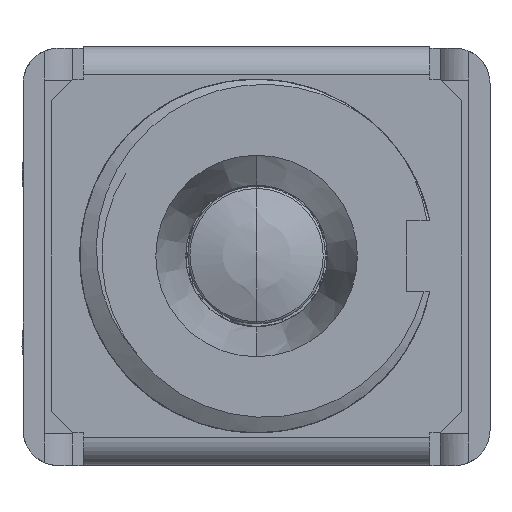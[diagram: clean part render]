
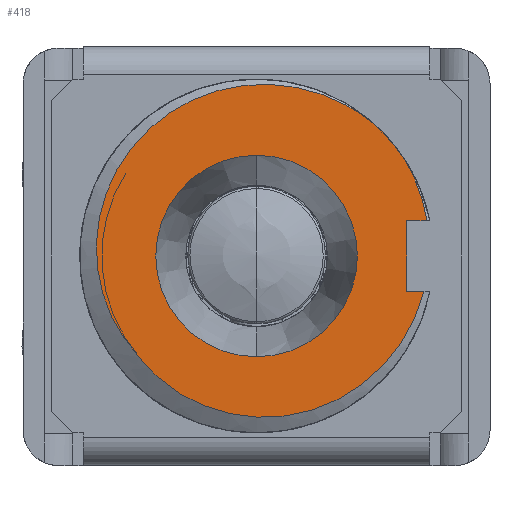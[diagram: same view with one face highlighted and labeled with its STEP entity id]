
A CAD part, front view. The second image highlights one B-rep face of the part: STEP entity #418.
In plain terms, the highlighted planar face has unit normal (0, -1, 0).
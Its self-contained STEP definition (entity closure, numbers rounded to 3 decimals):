
#418=ADVANCED_FACE('',(#1598,#1599),#1600,.F.);
#1598=FACE_OUTER_BOUND('',#3745,.T.);
#1599=FACE_BOUND('',#3746,.T.);
#1600=PLANE('',#3747);
#3745=EDGE_LOOP('',(#11937,#11938,#11939,#11940,#11941,#11942,#11943));
#3746=EDGE_LOOP('',(#11944,#11945));
#3747=AXIS2_PLACEMENT_3D('',#11946,#11947,#11948);
#11937=ORIENTED_EDGE('',*,*,#16796,.F.);
#11938=ORIENTED_EDGE('',*,*,#16797,.F.);
#11939=ORIENTED_EDGE('',*,*,#16795,.F.);
#11940=ORIENTED_EDGE('',*,*,#16798,.F.);
#11941=ORIENTED_EDGE('',*,*,#16799,.F.);
#11942=ORIENTED_EDGE('',*,*,#16800,.F.);
#11943=ORIENTED_EDGE('',*,*,#16801,.T.);
#11944=ORIENTED_EDGE('',*,*,#16802,.F.);
#11945=ORIENTED_EDGE('',*,*,#16803,.F.);
#11946=CARTESIAN_POINT('',(8.184,-11.0,-10.0));
#11947=DIRECTION('',(0.0,1.0,0.0));
#11948=DIRECTION('',(1.0,0.0,-0.0));
#16795=EDGE_CURVE('',#19942,#19885,#19944,.T.);
#16796=EDGE_CURVE('',#19945,#19946,#19947,.T.);
#16797=EDGE_CURVE('',#19885,#19945,#19948,.T.);
#16798=EDGE_CURVE('',#19949,#19942,#19950,.T.);
#16799=EDGE_CURVE('',#19951,#19949,#19952,.T.);
#16800=EDGE_CURVE('',#19953,#19951,#19954,.T.);
#16801=EDGE_CURVE('',#19953,#19946,#19955,.T.);
#16802=EDGE_CURVE('',#19956,#19957,#19958,.T.);
#16803=EDGE_CURVE('',#19957,#19956,#19959,.T.);
#19885=VERTEX_POINT('',#29285);
#19942=VERTEX_POINT('',#29492);
#19944=LINE('',#29495,#29496);
#19945=VERTEX_POINT('',#29497);
#19946=VERTEX_POINT('',#29498);
#19947=B_SPLINE_CURVE_WITH_KNOTS('',3,(#29499,#29500,#29501,#29502,#29503,#29504,#29505,#29506,#29507,#29508,#29509,#29510,#29511,#29512,#29513,#29514,#29515,#29516,#29517,#29518,#29519,#29520,#29521,#29522,#29523,#29524,#29525,#29526,#29527,#29528,#29529,#29530,#29531,#29532,#29533,#29534,#29535,#29536,#29537,#29538,#29539,#29540,#29541,#29542,#29543),.UNSPECIFIED.,.F.,.F.,(4,1,1,1,1,1,1,1,1,1,1,1,1,1,1,1,1,1,1,1,1,1,1,1,1,1,1,1,1,1,1,1,1,1,1,1,1,1,1,1,1,1,4),(0.0,0.024,0.048,0.071,0.095,0.119,0.143,0.167,0.19,0.214,0.238,0.262,0.286,0.31,0.333,0.357,0.381,0.405,0.429,0.452,0.476,0.5,0.524,0.548,0.571,0.595,0.619,0.643,0.667,0.69,0.714,0.738,0.762,0.786,0.81,0.833,0.857,0.881,0.905,0.929,0.952,0.976,1.),.UNSPECIFIED.);
#19948=B_SPLINE_CURVE_WITH_KNOTS('',3,(#29544,#29545,#29546,#29547,#29548,#29549,#29550,#29551,#29552,#29553,#29554,#29555,#29556,#29557,#29558,#29559,#29560,#29561,#29562,#29563,#29564,#29565,#29566,#29567,#29568,#29569,#29570,#29571,#29572,#29573,#29574,#29575,#29576,#29577),.UNSPECIFIED.,.F.,.F.,(4,1,1,1,1,1,1,1,1,1,1,1,1,1,1,1,1,1,1,1,1,1,1,1,1,1,1,1,1,1,1,4),(0.0,0.032,0.065,0.097,0.129,0.161,0.194,0.226,0.258,0.29,0.323,0.355,0.387,0.419,0.452,0.484,0.516,0.548,0.581,0.613,0.645,0.677,0.71,0.742,0.774,0.806,0.839,0.871,0.903,0.935,0.968,1.0),.UNSPECIFIED.);
#19949=VERTEX_POINT('',#29578);
#19950=LINE('',#29579,#29580);
#19951=VERTEX_POINT('',#29581);
#19952=LINE('',#29582,#29583);
#19953=VERTEX_POINT('',#29584);
#19954=B_SPLINE_CURVE_WITH_KNOTS('',3,(#29585,#29586,#29587,#29588,#29589,#29590,#29591,#29592,#29593),.UNSPECIFIED.,.F.,.F.,(4,1,1,1,1,1,4),(0.0,0.167,0.333,0.5,0.667,0.833,1.0),.UNSPECIFIED.);
#19955=CIRCLE('',#29594,5.0);
#19956=VERTEX_POINT('',#29595);
#19957=VERTEX_POINT('',#29596);
#19958=CIRCLE('',#29597,2.85);
#19959=CIRCLE('',#29598,2.85);
#29285=CARTESIAN_POINT('',(4.733,-11.0,-3.475));
#29492=CARTESIAN_POINT('',(4.25,-11.0,-3.475));
#29495=CARTESIAN_POINT('',(4.25,-11.0,-3.475));
#29496=VECTOR('',#37965,0.483);
#29497=CARTESIAN_POINT('',(-3.316,-11.0,-5.334));
#29498=CARTESIAN_POINT('',(3.317,-11.0,1.266));
#29499=CARTESIAN_POINT('',(-3.316,-11.0,-5.334));
#29500=CARTESIAN_POINT('',(-3.389,-11.0,-5.256));
#29501=CARTESIAN_POINT('',(-3.53,-11.0,-5.096));
#29502=CARTESIAN_POINT('',(-3.724,-11.0,-4.841));
#29503=CARTESIAN_POINT('',(-3.899,-11.0,-4.572));
#29504=CARTESIAN_POINT('',(-4.055,-11.0,-4.289));
#29505=CARTESIAN_POINT('',(-4.19,-11.0,-3.996));
#29506=CARTESIAN_POINT('',(-4.303,-11.0,-3.692));
#29507=CARTESIAN_POINT('',(-4.395,-11.0,-3.381));
#29508=CARTESIAN_POINT('',(-4.464,-11.0,-3.063));
#29509=CARTESIAN_POINT('',(-4.509,-11.0,-2.739));
#29510=CARTESIAN_POINT('',(-4.532,-11.0,-2.413));
#29511=CARTESIAN_POINT('',(-4.53,-11.0,-2.085));
#29512=CARTESIAN_POINT('',(-4.505,-11.0,-1.757));
#29513=CARTESIAN_POINT('',(-4.456,-11.0,-1.431));
#29514=CARTESIAN_POINT('',(-4.384,-11.0,-1.109));
#29515=CARTESIAN_POINT('',(-4.288,-11.0,-0.792));
#29516=CARTESIAN_POINT('',(-4.17,-11.0,-0.482));
#29517=CARTESIAN_POINT('',(-4.029,-11.0,-0.18));
#29518=CARTESIAN_POINT('',(-3.866,-11.0,0.111));
#29519=CARTESIAN_POINT('',(-3.682,-11.0,0.391));
#29520=CARTESIAN_POINT('',(-3.479,-11.0,0.657));
#29521=CARTESIAN_POINT('',(-3.256,-11.0,0.908));
#29522=CARTESIAN_POINT('',(-3.015,-11.0,1.144));
#29523=CARTESIAN_POINT('',(-2.758,-11.0,1.362));
#29524=CARTESIAN_POINT('',(-2.484,-11.0,1.562));
#29525=CARTESIAN_POINT('',(-2.197,-11.0,1.742));
#29526=CARTESIAN_POINT('',(-1.897,-11.0,1.901));
#29527=CARTESIAN_POINT('',(-1.585,-11.0,2.039));
#29528=CARTESIAN_POINT('',(-1.264,-11.0,2.155));
#29529=CARTESIAN_POINT('',(-0.934,-11.0,2.247));
#29530=CARTESIAN_POINT('',(-0.598,-11.0,2.316));
#29531=CARTESIAN_POINT('',(-0.257,-11.0,2.361));
#29532=CARTESIAN_POINT('',(0.087,-11.0,2.382));
#29533=CARTESIAN_POINT('',(0.433,-11.0,2.378));
#29534=CARTESIAN_POINT('',(0.778,-11.0,2.35));
#29535=CARTESIAN_POINT('',(1.121,-11.0,2.297));
#29536=CARTESIAN_POINT('',(1.46,-11.0,2.22));
#29537=CARTESIAN_POINT('',(1.794,-11.0,2.118));
#29538=CARTESIAN_POINT('',(2.12,-11.0,1.993));
#29539=CARTESIAN_POINT('',(2.437,-11.0,1.845));
#29540=CARTESIAN_POINT('',(2.744,-11.0,1.675));
#29541=CARTESIAN_POINT('',(3.039,-11.0,1.483));
#29542=CARTESIAN_POINT('',(3.226,-11.0,1.341));
#29543=CARTESIAN_POINT('',(3.317,-11.0,1.266));
#29544=CARTESIAN_POINT('',(4.733,-11.0,-3.475));
#29545=CARTESIAN_POINT('',(4.705,-11.0,-3.586));
#29546=CARTESIAN_POINT('',(4.64,-11.0,-3.805));
#29547=CARTESIAN_POINT('',(4.521,-11.0,-4.125));
#29548=CARTESIAN_POINT('',(4.379,-11.0,-4.436));
#29549=CARTESIAN_POINT('',(4.216,-11.0,-4.734));
#29550=CARTESIAN_POINT('',(4.032,-11.0,-5.02));
#29551=CARTESIAN_POINT('',(3.829,-11.0,-5.291));
#29552=CARTESIAN_POINT('',(3.608,-11.0,-5.547));
#29553=CARTESIAN_POINT('',(3.37,-11.0,-5.786));
#29554=CARTESIAN_POINT('',(3.116,-11.0,-6.006));
#29555=CARTESIAN_POINT('',(2.847,-11.0,-6.208));
#29556=CARTESIAN_POINT('',(2.566,-11.0,-6.389));
#29557=CARTESIAN_POINT('',(2.273,-11.0,-6.549));
#29558=CARTESIAN_POINT('',(1.97,-11.0,-6.688));
#29559=CARTESIAN_POINT('',(1.658,-11.0,-6.804));
#29560=CARTESIAN_POINT('',(1.34,-11.0,-6.897));
#29561=CARTESIAN_POINT('',(1.017,-11.0,-6.967));
#29562=CARTESIAN_POINT('',(0.69,-11.0,-7.014));
#29563=CARTESIAN_POINT('',(0.361,-11.0,-7.037));
#29564=CARTESIAN_POINT('',(0.033,-11.0,-7.036));
#29565=CARTESIAN_POINT('',(-0.294,-11.0,-7.012));
#29566=CARTESIAN_POINT('',(-0.617,-11.0,-6.964));
#29567=CARTESIAN_POINT('',(-0.936,-11.0,-6.894));
#29568=CARTESIAN_POINT('',(-1.247,-11.0,-6.801));
#29569=CARTESIAN_POINT('',(-1.551,-11.0,-6.685));
#29570=CARTESIAN_POINT('',(-1.844,-11.0,-6.549));
#29571=CARTESIAN_POINT('',(-2.126,-11.0,-6.392));
#29572=CARTESIAN_POINT('',(-2.396,-11.0,-6.216));
#29573=CARTESIAN_POINT('',(-2.651,-11.0,-6.021));
#29574=CARTESIAN_POINT('',(-2.891,-11.0,-5.808));
#29575=CARTESIAN_POINT('',(-3.114,-11.0,-5.579));
#29576=CARTESIAN_POINT('',(-3.251,-11.0,-5.417));
#29577=CARTESIAN_POINT('',(-3.316,-11.0,-5.334));
#29578=CARTESIAN_POINT('',(4.25,-11.0,-1.475));
#29579=CARTESIAN_POINT('',(4.25,-11.0,-1.475));
#29580=VECTOR('',#37966,2.0);
#29581=CARTESIAN_POINT('',(4.82,-11.0,-1.475));
#29582=CARTESIAN_POINT('',(4.82,-11.0,-1.475));
#29583=VECTOR('',#37967,0.57);
#29584=CARTESIAN_POINT('',(4.189,-11.0,0.254));
#29585=CARTESIAN_POINT('',(4.189,-11.0,0.254));
#29586=CARTESIAN_POINT('',(4.242,-11.0,0.165));
#29587=CARTESIAN_POINT('',(4.342,-11.0,-0.016));
#29588=CARTESIAN_POINT('',(4.475,-11.0,-0.296));
#29589=CARTESIAN_POINT('',(4.59,-11.0,-0.582));
#29590=CARTESIAN_POINT('',(4.686,-11.0,-0.875));
#29591=CARTESIAN_POINT('',(4.764,-11.0,-1.173));
#29592=CARTESIAN_POINT('',(4.804,-11.0,-1.374));
#29593=CARTESIAN_POINT('',(4.82,-11.0,-1.475));
#29594=AXIS2_PLACEMENT_3D('',#37968,#37969,#37970);
#29595=CARTESIAN_POINT('',(0.0,-11.0,0.375));
#29596=CARTESIAN_POINT('',(0.0,-11.0,-5.325));
#29597=AXIS2_PLACEMENT_3D('',#37971,#37972,#37973);
#29598=AXIS2_PLACEMENT_3D('',#37974,#37975,#37976);
#37965=DIRECTION('',(1.0,0.0,0.));
#37966=DIRECTION('',(0.0,0.0,-1.0));
#37967=DIRECTION('',(-1.0,0.0,0.0));
#37968=CARTESIAN_POINT('',(0.0,-11.0,-2.475));
#37969=DIRECTION('',(0.0,-1.0,0.0));
#37970=DIRECTION('',(0.838,0.0,0.546));
#37971=CARTESIAN_POINT('',(0.0,-11.0,-2.475));
#37972=DIRECTION('',(0.0,-1.0,0.0));
#37973=DIRECTION('',(0.0,0.0,1.0));
#37974=CARTESIAN_POINT('',(0.0,-11.0,-2.475));
#37975=DIRECTION('',(0.0,-1.0,0.0));
#37976=DIRECTION('',(0.0,0.0,-1.0));
